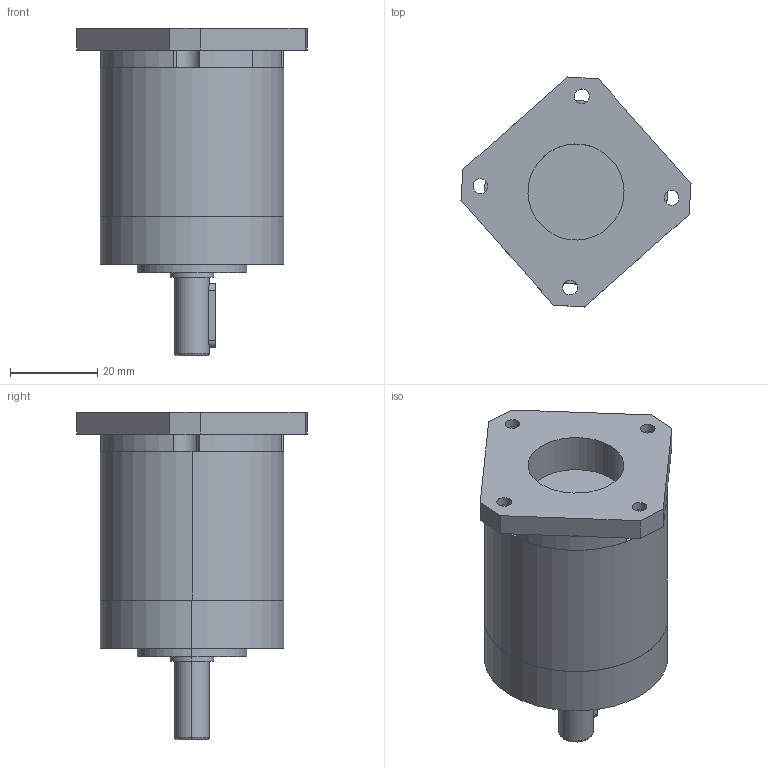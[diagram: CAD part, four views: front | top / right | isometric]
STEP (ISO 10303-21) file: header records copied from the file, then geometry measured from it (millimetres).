
FILE_DESCRIPTION (( 'STEP AP214' ), '1' );
FILE_NAME ('42XG媼撰熬厒.step', '2025-07-05T23:22:07', ( '' ), ( '' ), 'SwSTEP 2.0', 'SolidWorks 2022', '' );
FILE_SCHEMA (( 'AUTOMOTIVE_DESIGN' ));
Length unit declared in the file: millimetre
Products named in the file (5): 42XG______-0.STEP; 42XG____.STEP; 42XG______.STEP; 42XG二级减速.STEP; 42XG二级减速
Assembly tree (4 placements, depth 3):
  42XG二级减速
    42XG二级减速.STEP
      42XG____.STEP
      42XG______.STEP
      42XG______-0.STEP
Bounding box: 52.66 x 52.66 x 75 mm (x, y, z)
Volume: 73819.7 mm3; surface area: 18042.1 mm2
Topology: 3 solids, 3 shells, 300 faces, 818 edges, 532 vertices
Faces by surface type: cylinder 241, plane 42, bspline 15, torus 2
Entity records: 20289 total; most frequent: CARTESIAN_POINT 13683, ORIENTED_EDGE 1636, DIRECTION 1107, EDGE_CURVE 818, VERTEX_POINT 532, AXIS2_PLACEMENT_3D 400, EDGE_LOOP 318, VECTOR 307
